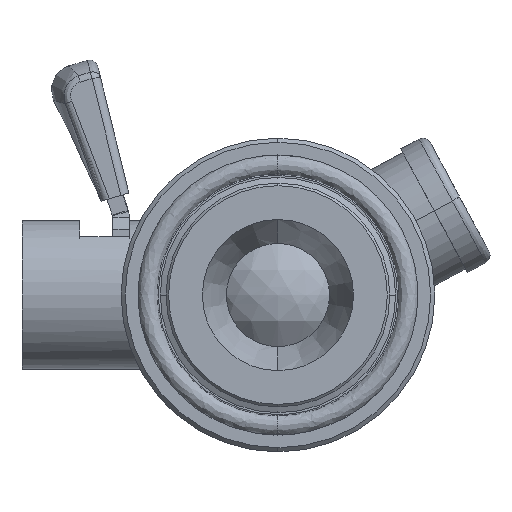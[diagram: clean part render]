
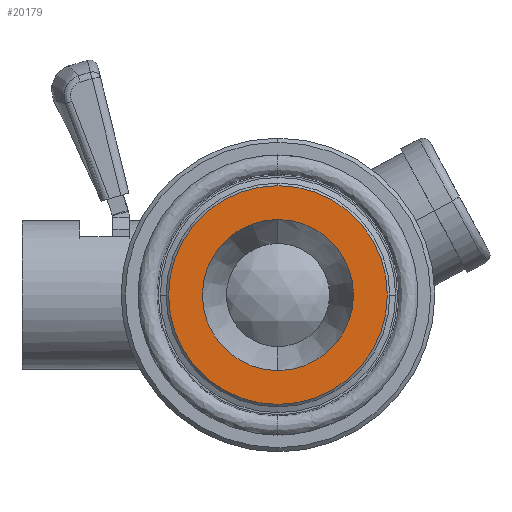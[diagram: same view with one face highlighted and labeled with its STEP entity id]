
A CAD part, left-side view. The second image highlights one B-rep face of the part: STEP entity #20179.
In plain terms, the highlighted planar face has unit normal (-1, 0, 0).
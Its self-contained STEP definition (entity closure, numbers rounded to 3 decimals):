
#1159 = CIRCLE ( 'NONE', #1204, 13.25 ) ;
#1201 = DIRECTION ( 'NONE',  ( 0., 0., -1. ) ) ;
#1202 = DIRECTION ( 'NONE',  ( -1., 0., 0. ) ) ;
#1203 = CARTESIAN_POINT ( 'NONE',  ( -38., 0., 0. ) ) ;
#1204 = AXIS2_PLACEMENT_3D ( 'NONE', #1203, #1202, #1201 ) ;
#1205 = AXIS2_PLACEMENT_3D ( 'NONE', #1284, #1283, #1282 ) ;
#1223 = DIRECTION ( 'NONE',  ( 0., 0., 1. ) ) ;
#1224 = DIRECTION ( 'NONE',  ( 1., 0., 0. ) ) ;
#1225 = FACE_OUTER_BOUND ( 'NONE', #20174, .T. ) ;
#1230 = CIRCLE ( 'NONE', #1237, 9.149 ) ;
#1234 = FACE_BOUND ( 'NONE', #20180, .T. ) ;
#1237 = AXIS2_PLACEMENT_3D ( 'NONE', #1245, #1224, #1223 ) ;
#1245 = CARTESIAN_POINT ( 'NONE',  ( -38., 0., 0. ) ) ;
#1246 = PLANE ( 'NONE',  #1205 ) ;
#1282 = DIRECTION ( 'NONE',  ( 0., 0., 1. ) ) ;
#1283 = DIRECTION ( 'NONE',  ( -1., 0., 0. ) ) ;
#1284 = CARTESIAN_POINT ( 'NONE',  ( -38., -45.399, 0. ) ) ;
#12357 = EDGE_CURVE ( 'NONE', #12376, #12378, #18513, .T. ) ;
#12376 = VERTEX_POINT ( 'NONE', #18600 ) ;
#12378 = VERTEX_POINT ( 'NONE', #18544 ) ;
#12392 = VERTEX_POINT ( 'NONE', #18580 ) ;
#12397 = VERTEX_POINT ( 'NONE', #18586 ) ;
#12402 = EDGE_CURVE ( 'NONE', #12392, #12397, #18570, .T. ) ;
#18513 = CIRCLE ( 'NONE', #18519, 13.25 ) ;
#18519 = AXIS2_PLACEMENT_3D ( 'NONE', #18564, #18557, #18556 ) ;
#18544 = CARTESIAN_POINT ( 'NONE',  ( -38., 0., -13.25 ) ) ;
#18556 = DIRECTION ( 'NONE',  ( 0., 0., -1. ) ) ;
#18557 = DIRECTION ( 'NONE',  ( -1., 0., 0. ) ) ;
#18564 = CARTESIAN_POINT ( 'NONE',  ( -38., 0., 0. ) ) ;
#18570 = CIRCLE ( 'NONE', #18573, 9.149 ) ;
#18573 = AXIS2_PLACEMENT_3D ( 'NONE', #18575, #18617, #18616 ) ;
#18575 = CARTESIAN_POINT ( 'NONE',  ( -38., 0., 0. ) ) ;
#18580 = CARTESIAN_POINT ( 'NONE',  ( -38., 0., 9.149 ) ) ;
#18586 = CARTESIAN_POINT ( 'NONE',  ( -38., 0., -9.149 ) ) ;
#18600 = CARTESIAN_POINT ( 'NONE',  ( -38., 0., 13.25 ) ) ;
#18616 = DIRECTION ( 'NONE',  ( 0., 0., 1. ) ) ;
#18617 = DIRECTION ( 'NONE',  ( 1., 0., 0. ) ) ;
#20147 = EDGE_CURVE ( 'NONE', #12378, #12376, #1159, .T. ) ;
#20169 = ORIENTED_EDGE ( 'NONE', *, *, #12402, .T. ) ;
#20171 = ORIENTED_EDGE ( 'NONE', *, *, #20147, .T. ) ;
#20174 = EDGE_LOOP ( 'NONE', ( #20171, #20178 ) ) ;
#20175 = EDGE_CURVE ( 'NONE', #12397, #12392, #1230, .T. ) ;
#20178 = ORIENTED_EDGE ( 'NONE', *, *, #12357, .T. ) ;
#20179 = ADVANCED_FACE ( 'NONE', ( #1234, #1225 ), #1246, .T. ) ;
#20180 = EDGE_LOOP ( 'NONE', ( #20169, #20181 ) ) ;
#20181 = ORIENTED_EDGE ( 'NONE', *, *, #20175, .T. ) ;
